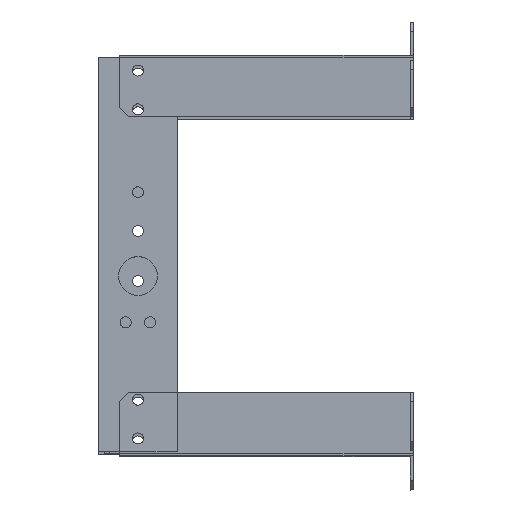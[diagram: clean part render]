
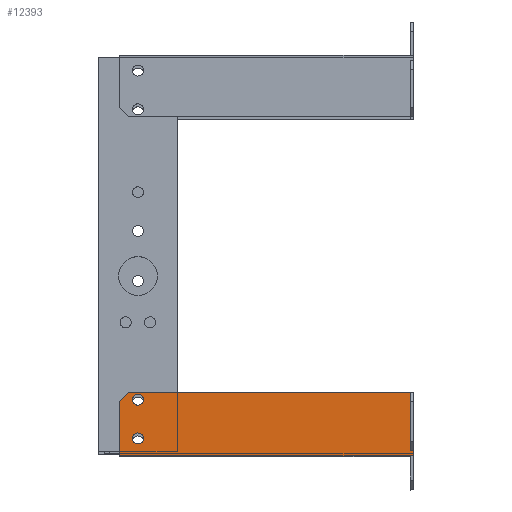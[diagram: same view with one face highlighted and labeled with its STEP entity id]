
A CAD part, top view. The second image highlights one B-rep face of the part: STEP entity #12393.
In plain terms, the highlighted planar face has unit normal (0, 0, 1).
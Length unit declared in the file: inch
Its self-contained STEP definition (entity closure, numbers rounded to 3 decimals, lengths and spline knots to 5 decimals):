
#24 = ORIENTED_EDGE ( 'NONE', *, *, #12676, .F. ) ;
#82 = EDGE_CURVE ( 'NONE', #11633, #2278, #1862, .T. ) ;
#236 = LINE ( 'NONE', #11171, #10378 ) ;
#293 = VECTOR ( 'NONE', #1272, 39.37008 ) ;
#300 = LINE ( 'NONE', #7455, #6641 ) ;
#349 = CARTESIAN_POINT ( 'NONE',  ( 0.664, 4.97, 0. ) ) ;
#502 = CARTESIAN_POINT ( 'NONE',  ( 0., 5.69, 0. ) ) ;
#557 = FACE_BOUND ( 'NONE', #5174, .T. ) ;
#636 = CARTESIAN_POINT ( 'NONE',  ( 0., -5.69, 0. ) ) ;
#1074 = EDGE_CURVE ( 'NONE', #5133, #12333, #10878, .T. ) ;
#1272 = DIRECTION ( 'NONE',  ( 1., 0., 0. ) ) ;
#1313 = CARTESIAN_POINT ( 'NONE',  ( 0.18, -5.69, 0. ) ) ;
#1528 = EDGE_CURVE ( 'NONE', #5133, #3693, #236, .T. ) ;
#1598 = ORIENTED_EDGE ( 'NONE', *, *, #9125, .T. ) ;
#1681 = CARTESIAN_POINT ( 'NONE',  ( 0.451, 4.97, 0. ) ) ;
#1730 = DIRECTION ( 'NONE',  ( 0., -1., 0. ) ) ;
#1862 = CIRCLE ( 'NONE', #12706, 0.213 ) ;
#1888 = VERTEX_POINT ( 'NONE', #3101 ) ;
#1898 = VECTOR ( 'NONE', #10573, 39.37008 ) ;
#1936 = CARTESIAN_POINT ( 'NONE',  ( 0., 5.69, 0. ) ) ;
#2153 = AXIS2_PLACEMENT_3D ( 'NONE', #349, #9200, #11112 ) ;
#2209 = DIRECTION ( 'NONE',  ( 1., 0., 0. ) ) ;
#2252 = VECTOR ( 'NONE', #4356, 39.37008 ) ;
#2278 = VERTEX_POINT ( 'NONE', #1681 ) ;
#2547 = CARTESIAN_POINT ( 'NONE',  ( 2.46, -5.57189, 0. ) ) ;
#2682 = CARTESIAN_POINT ( 'NONE',  ( 0.664, 4.97, 0. ) ) ;
#2824 = AXIS2_PLACEMENT_3D ( 'NONE', #10104, #11048, #2209 ) ;
#2940 = VERTEX_POINT ( 'NONE', #10192 ) ;
#3101 = CARTESIAN_POINT ( 'NONE',  ( 0., 5.69, 0. ) ) ;
#3369 = CIRCLE ( 'NONE', #2153, 0.213 ) ;
#3378 = CARTESIAN_POINT ( 'NONE',  ( 2.46, -5.57189, 0. ) ) ;
#3504 = EDGE_CURVE ( 'NONE', #2940, #6932, #7959, .T. ) ;
#3693 = VERTEX_POINT ( 'NONE', #10748 ) ;
#3842 = VECTOR ( 'NONE', #1730, 39.37008 ) ;
#3886 = EDGE_CURVE ( 'NONE', #6932, #2940, #7034, .T. ) ;
#4356 = DIRECTION ( 'NONE',  ( 1., 0., 0. ) ) ;
#4517 = ORIENTED_EDGE ( 'NONE', *, *, #1074, .F. ) ;
#4557 = ORIENTED_EDGE ( 'NONE', *, *, #10924, .F. ) ;
#4640 = CARTESIAN_POINT ( 'NONE',  ( 1.951, 4.97, 0. ) ) ;
#4648 = CARTESIAN_POINT ( 'NONE',  ( 0.18, -5.57189, 0. ) ) ;
#4868 = LINE ( 'NONE', #502, #2252 ) ;
#5036 = DIRECTION ( 'NONE',  ( 0., 0., 1. ) ) ;
#5133 = VERTEX_POINT ( 'NONE', #9897 ) ;
#5155 = ORIENTED_EDGE ( 'NONE', *, *, #82, .F. ) ;
#5174 = EDGE_LOOP ( 'NONE', ( #5155, #24 ) ) ;
#5610 = DIRECTION ( 'NONE',  ( 0., 0., 1. ) ) ;
#5654 = DIRECTION ( 'NONE',  ( 0., -1., 0. ) ) ;
#5730 = DIRECTION ( 'NONE',  ( 0., 0., -1. ) ) ;
#5775 = ORIENTED_EDGE ( 'NONE', *, *, #3886, .F. ) ;
#6034 = EDGE_CURVE ( 'NONE', #1888, #11810, #300, .T. ) ;
#6369 = ORIENTED_EDGE ( 'NONE', *, *, #1528, .T. ) ;
#6401 = ORIENTED_EDGE ( 'NONE', *, *, #9696, .T. ) ;
#6641 = VECTOR ( 'NONE', #12337, 39.37008 ) ;
#6706 = CARTESIAN_POINT ( 'NONE',  ( 0., -5.69, 0. ) ) ;
#6932 = VERTEX_POINT ( 'NONE', #4640 ) ;
#7034 = CIRCLE ( 'NONE', #11365, 0.213 ) ;
#7226 = LINE ( 'NONE', #3378, #293 ) ;
#7455 = CARTESIAN_POINT ( 'NONE',  ( 0., 5.69, 0. ) ) ;
#7959 = CIRCLE ( 'NONE', #2824, 0.213 ) ;
#8001 = VECTOR ( 'NONE', #5654, 39.37008 ) ;
#8740 = FACE_BOUND ( 'NONE', #10495, .T. ) ;
#8975 = ORIENTED_EDGE ( 'NONE', *, *, #11121, .F. ) ;
#9125 = EDGE_CURVE ( 'NONE', #11810, #11587, #11568, .T. ) ;
#9200 = DIRECTION ( 'NONE',  ( 0., 0., 1. ) ) ;
#9215 = DIRECTION ( 'NONE',  ( -0.707, 0.707, 0. ) ) ;
#9335 = ORIENTED_EDGE ( 'NONE', *, *, #3504, .F. ) ;
#9386 = DIRECTION ( 'NONE',  ( 1., 0., 0. ) ) ;
#9468 = CARTESIAN_POINT ( 'NONE',  ( 0.18, -5.57189, 0. ) ) ;
#9583 = PLANE ( 'NONE',  #10712 ) ;
#9696 = EDGE_CURVE ( 'NONE', #11155, #12333, #7226, .T. ) ;
#9751 = DIRECTION ( 'NONE',  ( -1., 0., 0. ) ) ;
#9766 = FACE_OUTER_BOUND ( 'NONE', #10818, .T. ) ;
#9897 = CARTESIAN_POINT ( 'NONE',  ( 2.46, 5.34, 0. ) ) ;
#10015 = CARTESIAN_POINT ( 'NONE',  ( 2.164, 4.97, 0. ) ) ;
#10104 = CARTESIAN_POINT ( 'NONE',  ( 2.164, 4.97, 0. ) ) ;
#10192 = CARTESIAN_POINT ( 'NONE',  ( 2.377, 4.97, 0. ) ) ;
#10378 = VECTOR ( 'NONE', #9215, 39.37008 ) ;
#10495 = EDGE_LOOP ( 'NONE', ( #9335, #5775 ) ) ;
#10573 = DIRECTION ( 'NONE',  ( 1., 0., 0. ) ) ;
#10712 = AXIS2_PLACEMENT_3D ( 'NONE', #1936, #5730, #9751 ) ;
#10748 = CARTESIAN_POINT ( 'NONE',  ( 2.11, 5.69, 0. ) ) ;
#10818 = EDGE_LOOP ( 'NONE', ( #4517, #6369, #4557, #10914, #1598, #8975, #6401 ) ) ;
#10878 = LINE ( 'NONE', #12192, #3842 ) ;
#10914 = ORIENTED_EDGE ( 'NONE', *, *, #6034, .T. ) ;
#10924 = EDGE_CURVE ( 'NONE', #1888, #3693, #4868, .T. ) ;
#11035 = DIRECTION ( 'NONE',  ( 1., 0., 0. ) ) ;
#11048 = DIRECTION ( 'NONE',  ( 0., 0., 1. ) ) ;
#11112 = DIRECTION ( 'NONE',  ( 1., 0., 0. ) ) ;
#11121 = EDGE_CURVE ( 'NONE', #11155, #11587, #11234, .T. ) ;
#11155 = VERTEX_POINT ( 'NONE', #9468 ) ;
#11171 = CARTESIAN_POINT ( 'NONE',  ( 2.11, 5.69, 0. ) ) ;
#11234 = LINE ( 'NONE', #4648, #8001 ) ;
#11330 = CARTESIAN_POINT ( 'NONE',  ( 0.877, 4.97, 0. ) ) ;
#11365 = AXIS2_PLACEMENT_3D ( 'NONE', #10015, #5036, #11035 ) ;
#11568 = LINE ( 'NONE', #636, #1898 ) ;
#11587 = VERTEX_POINT ( 'NONE', #1313 ) ;
#11633 = VERTEX_POINT ( 'NONE', #11330 ) ;
#11810 = VERTEX_POINT ( 'NONE', #6706 ) ;
#12192 = CARTESIAN_POINT ( 'NONE',  ( 2.46, 5.69, 0. ) ) ;
#12333 = VERTEX_POINT ( 'NONE', #2547 ) ;
#12337 = DIRECTION ( 'NONE',  ( 0., -1., 0. ) ) ;
#12393 = ADVANCED_FACE ( 'NONE', ( #8740, #557, #9766 ), #9583, .F. ) ;
#12676 = EDGE_CURVE ( 'NONE', #2278, #11633, #3369, .T. ) ;
#12706 = AXIS2_PLACEMENT_3D ( 'NONE', #2682, #5610, #9386 ) ;
